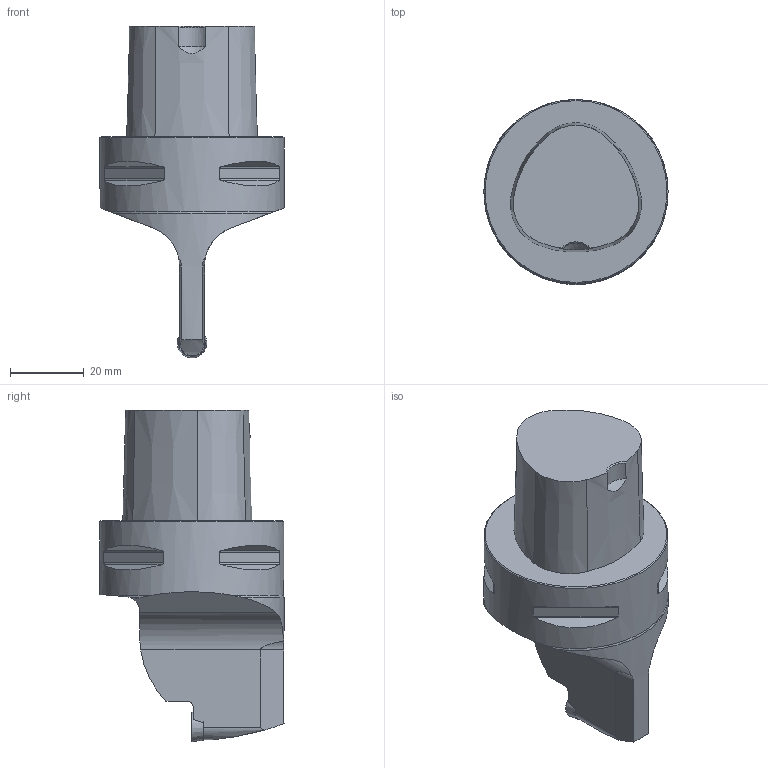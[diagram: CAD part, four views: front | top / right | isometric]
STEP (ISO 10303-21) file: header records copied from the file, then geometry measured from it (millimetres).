
FILE_DESCRIPTION(/* description */ (''),/* implementation_level */ '2;1');
FILE_NAME(/* name */ 'toolassembly_1.stp',/* time_stamp */ '2020-08-31T14:48:46+02:00',/* author */ (''),/* organization */ ('SMS'),/* preprocessor_version */ 'ST-DEVELOPER v16.7',/* originating_system */ 'SIEMENS PLM Software NX 12.0',/* authorisation */ '');
FILE_SCHEMA (('AUTOMOTIVE_DESIGN { 1 0 10303 214 3 1 1 1 }'));
Length unit declared in the file: millimetre
Products named in the file (4): ASSEMBLY_CONSTRUCTION; IsoTurningInsert; NOCUT_20200831144522; TOOLASSEMBLY_1
Assembly tree (3 placements, depth 2):
  TOOLASSEMBLY_1
    NOCUT_20200831144522
    IsoTurningInsert
    ASSEMBLY_CONSTRUCTION
Bounding box: 50 x 50.15 x 90 mm (x, y, z)
Volume: 81391.3 mm3; surface area: 13245.2 mm2
Topology: 2 solids, 2 shells, 67 faces, 172 edges, 119 vertices
Faces by surface type: plane 27, cylinder 23, cone 12, torus 5
Full cylindrical faces by diameter (mm): 3.4 x1, 50 x1
Entity records: 2466 total; most frequent: CARTESIAN_POINT 750, DIRECTION 330, ORIENTED_EDGE 320, EDGE_CURVE 160, AXIS2_PLACEMENT_3D 137, VERTEX_POINT 109, EDGE_LOOP 81, ADVANCED_FACE 67
